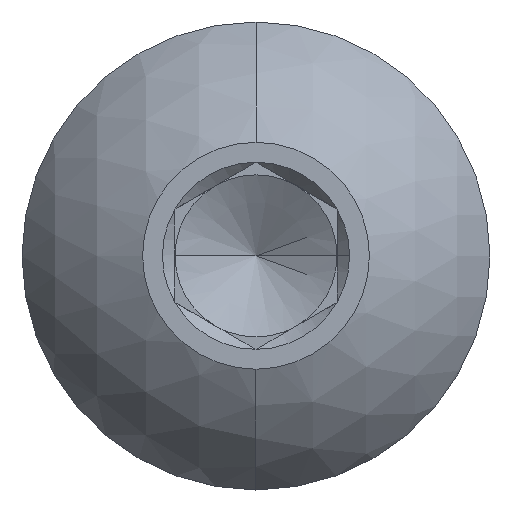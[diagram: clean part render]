
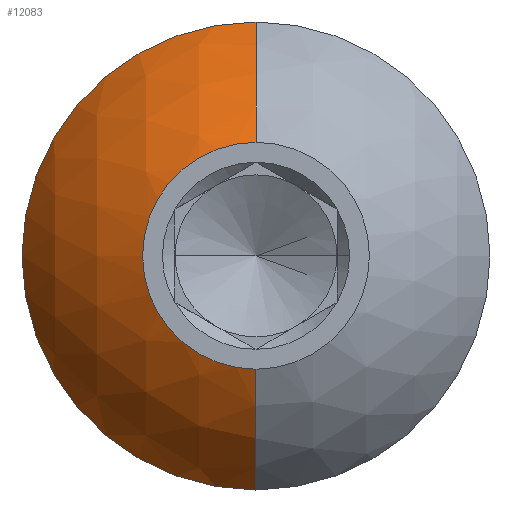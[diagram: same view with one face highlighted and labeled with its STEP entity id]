
A CAD part, top view. The second image highlights one B-rep face of the part: STEP entity #12083.
In plain terms, the highlighted spherical face has radius 5.246 mm.
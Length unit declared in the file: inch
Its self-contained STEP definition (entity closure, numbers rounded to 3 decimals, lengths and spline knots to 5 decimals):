
#2413 = CIRCLE ( 'NONE', #14253, 0.1805 ) ;
#2733 = ORIENTED_EDGE ( 'NONE', *, *, #14940, .T. ) ;
#2886 = CARTESIAN_POINT ( 'NONE',  ( 0., 0., 1.36343 ) ) ;
#2979 = CIRCLE ( 'NONE', #4129, 0.20652 ) ;
#3406 = VERTEX_POINT ( 'NONE', #8223 ) ;
#3412 = EDGE_CURVE ( 'NONE', #16916, #5717, #21273, .T. ) ;
#4129 = AXIS2_PLACEMENT_3D ( 'NONE', #21945, #16486, #12923 ) ;
#4386 = CARTESIAN_POINT ( 'NONE',  ( 0., 0., 1.46379 ) ) ;
#4720 = DIRECTION ( 'NONE',  ( -1., 0., 0. ) ) ;
#4721 = ORIENTED_EDGE ( 'NONE', *, *, #17120, .F. ) ;
#4930 = DIRECTION ( 'NONE',  ( 0., -1., 0. ) ) ;
#4979 = DIRECTION ( 'NONE',  ( 1., 0., 0. ) ) ;
#5682 = EDGE_CURVE ( 'NONE', #22605, #3406, #13318, .T. ) ;
#5717 = VERTEX_POINT ( 'NONE', #8963 ) ;
#6205 = AXIS2_PLACEMENT_3D ( 'NONE', #23105, #10185, #4979 ) ;
#6309 = DIRECTION ( 'NONE',  ( 0., 1., 0. ) ) ;
#8096 = DIRECTION ( 'NONE',  ( 0., 0., 1. ) ) ;
#8170 = ORIENTED_EDGE ( 'NONE', *, *, #18581, .T. ) ;
#8223 = CARTESIAN_POINT ( 'NONE',  ( 0., -0.1805, 1.46379 ) ) ;
#8963 = CARTESIAN_POINT ( 'NONE',  ( 0., -0.0875, 1.5505 ) ) ;
#10163 = AXIS2_PLACEMENT_3D ( 'NONE', #2886, #4720, #6309 ) ;
#10185 = DIRECTION ( 'NONE',  ( 0., 0., 1. ) ) ;
#10807 = ORIENTED_EDGE ( 'NONE', *, *, #3412, .F. ) ;
#11160 = FACE_OUTER_BOUND ( 'NONE', #16185, .T. ) ;
#12083 = ADVANCED_FACE ( 'NONE', ( #11160 ), #17637, .T. ) ;
#12114 = ORIENTED_EDGE ( 'NONE', *, *, #5682, .T. ) ;
#12117 = CARTESIAN_POINT ( 'NONE',  ( 0., 0., 1.36343 ) ) ;
#12828 = DIRECTION ( 'NONE',  ( 0., 0., 1. ) ) ;
#12923 = DIRECTION ( 'NONE',  ( 0., 0., -1. ) ) ;
#13143 = CARTESIAN_POINT ( 'NONE',  ( -0.1805, 0., 1.46379 ) ) ;
#13318 = CIRCLE ( 'NONE', #21824, 0.1805 ) ;
#13793 = VERTEX_POINT ( 'NONE', #16987 ) ;
#14018 = CARTESIAN_POINT ( 'NONE',  ( 0., 0.0875, 1.5505 ) ) ;
#14253 = AXIS2_PLACEMENT_3D ( 'NONE', #4386, #8096, #17108 ) ;
#14325 = DIRECTION ( 'NONE',  ( 1., 0., 0. ) ) ;
#14940 = EDGE_CURVE ( 'NONE', #3406, #5717, #16505, .T. ) ;
#16185 = EDGE_LOOP ( 'NONE', ( #12114, #2733, #10807, #4721, #8170 ) ) ;
#16486 = DIRECTION ( 'NONE',  ( 1., 0., 0. ) ) ;
#16505 = CIRCLE ( 'NONE', #17270, 0.20652 ) ;
#16916 = VERTEX_POINT ( 'NONE', #14018 ) ;
#16987 = CARTESIAN_POINT ( 'NONE',  ( 0., 0.1805, 1.46379 ) ) ;
#17108 = DIRECTION ( 'NONE',  ( 1., 0., 0. ) ) ;
#17120 = EDGE_CURVE ( 'NONE', #13793, #16916, #2979, .T. ) ;
#17270 = AXIS2_PLACEMENT_3D ( 'NONE', #12117, #17564, #4930 ) ;
#17564 = DIRECTION ( 'NONE',  ( -1., 0., 0. ) ) ;
#17637 = SPHERICAL_SURFACE ( 'NONE', #10163, 0.20652 ) ;
#17885 = CARTESIAN_POINT ( 'NONE',  ( 0., 0., 1.46379 ) ) ;
#18581 = EDGE_CURVE ( 'NONE', #13793, #22605, #2413, .T. ) ;
#21273 = CIRCLE ( 'NONE', #6205, 0.0875 ) ;
#21824 = AXIS2_PLACEMENT_3D ( 'NONE', #17885, #12828, #14325 ) ;
#21945 = CARTESIAN_POINT ( 'NONE',  ( 0., 0., 1.36343 ) ) ;
#22605 = VERTEX_POINT ( 'NONE', #13143 ) ;
#23105 = CARTESIAN_POINT ( 'NONE',  ( 0., 0., 1.5505 ) ) ;
